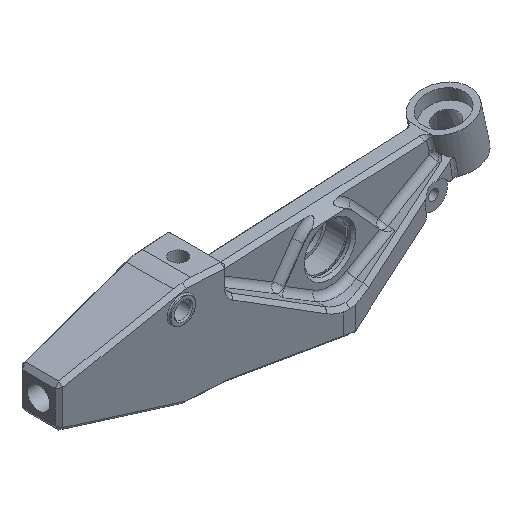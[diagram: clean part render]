
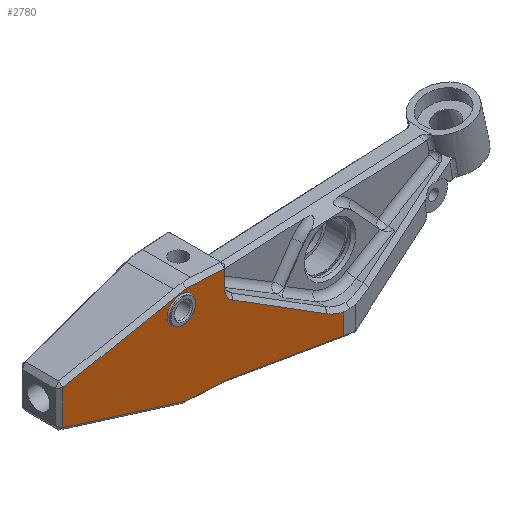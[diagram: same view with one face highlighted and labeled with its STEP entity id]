
A CAD part, isometric view. The second image highlights one B-rep face of the part: STEP entity #2780.
In plain terms, the highlighted face is planar.
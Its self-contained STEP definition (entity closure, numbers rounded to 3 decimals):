
#44=FACE_BOUND('',#424,.T.);
#150=PLANE('',#2991);
#252=FACE_OUTER_BOUND('',#423,.T.);
#423=EDGE_LOOP('',(#1921,#1922,#1923,#1924,#1925,#1926,#1927,#1928,#1929,
#1930,#1931,#1932,#1933,#1934,#1935,#1936));
#424=EDGE_LOOP('',(#1937));
#612=B_SPLINE_CURVE_WITH_KNOTS('',3,(#4522,#4523,#4524,#4525),
 .UNSPECIFIED.,.F.,.F.,(4,4),(1.027,1.422),
 .UNSPECIFIED.);
#613=B_SPLINE_CURVE_WITH_KNOTS('',3,(#4527,#4528,#4529,#4530),
 .UNSPECIFIED.,.F.,.F.,(4,4),(10.425,10.44),
 .UNSPECIFIED.);
#614=B_SPLINE_CURVE_WITH_KNOTS('',3,(#4534,#4535,#4536,#4537),
 .UNSPECIFIED.,.F.,.F.,(4,4),(1.012,1.027),
 .UNSPECIFIED.);
#615=B_SPLINE_CURVE_WITH_KNOTS('',3,(#4539,#4540,#4541,#4542,#4543),
 .UNSPECIFIED.,.F.,.F.,(4,1,4),(0.,0.434,
1.012),.UNSPECIFIED.);
#616=B_SPLINE_CURVE_WITH_KNOTS('',3,(#4555,#4556,#4557,#4558),
 .UNSPECIFIED.,.F.,.F.,(4,4),(-10.403,-10.385),
 .UNSPECIFIED.);
#617=B_SPLINE_CURVE_WITH_KNOTS('',3,(#4560,#4561,#4562,#4563),
 .UNSPECIFIED.,.F.,.F.,(4,4),(-1.535,-1.306),
 .UNSPECIFIED.);
#618=B_SPLINE_CURVE_WITH_KNOTS('',3,(#4565,#4566,#4567,#4568),
 .UNSPECIFIED.,.F.,.F.,(4,4),(-1.571,-1.535),
 .UNSPECIFIED.);
#686=ELLIPSE('',#2988,10.544,10.525);
#755=LINE('',#4520,#963);
#756=LINE('',#4532,#964);
#757=LINE('',#4545,#965);
#758=LINE('',#4547,#966);
#759=LINE('',#4549,#967);
#760=LINE('',#4551,#968);
#761=LINE('',#4553,#969);
#762=LINE('',#4570,#970);
#763=LINE('',#4571,#971);
#963=VECTOR('',#3359,10.);
#964=VECTOR('',#3360,10.);
#965=VECTOR('',#3361,10.);
#966=VECTOR('',#3362,10.);
#967=VECTOR('',#3363,10.);
#968=VECTOR('',#3364,10.);
#969=VECTOR('',#3365,10.);
#970=VECTOR('',#3366,10.);
#971=VECTOR('',#3367,10.);
#1196=VERTEX_POINT('',#4508);
#1199=VERTEX_POINT('',#4518);
#1200=VERTEX_POINT('',#4519);
#1201=VERTEX_POINT('',#4521);
#1202=VERTEX_POINT('',#4526);
#1203=VERTEX_POINT('',#4531);
#1204=VERTEX_POINT('',#4533);
#1205=VERTEX_POINT('',#4538);
#1206=VERTEX_POINT('',#4544);
#1207=VERTEX_POINT('',#4546);
#1208=VERTEX_POINT('',#4548);
#1209=VERTEX_POINT('',#4550);
#1210=VERTEX_POINT('',#4552);
#1211=VERTEX_POINT('',#4554);
#1212=VERTEX_POINT('',#4559);
#1213=VERTEX_POINT('',#4564);
#1214=VERTEX_POINT('',#4569);
#1473=EDGE_CURVE('',#1196,#1196,#686,.T.);
#1476=EDGE_CURVE('',#1199,#1200,#755,.T.);
#1477=EDGE_CURVE('',#1201,#1199,#612,.T.);
#1478=EDGE_CURVE('',#1202,#1201,#613,.T.);
#1479=EDGE_CURVE('',#1203,#1202,#756,.T.);
#1480=EDGE_CURVE('',#1204,#1203,#614,.T.);
#1481=EDGE_CURVE('',#1205,#1204,#615,.T.);
#1482=EDGE_CURVE('',#1206,#1205,#757,.T.);
#1483=EDGE_CURVE('',#1207,#1206,#758,.T.);
#1484=EDGE_CURVE('',#1208,#1207,#759,.T.);
#1485=EDGE_CURVE('',#1209,#1208,#760,.T.);
#1486=EDGE_CURVE('',#1210,#1209,#761,.T.);
#1487=EDGE_CURVE('',#1211,#1210,#616,.T.);
#1488=EDGE_CURVE('',#1212,#1211,#617,.T.);
#1489=EDGE_CURVE('',#1213,#1212,#618,.T.);
#1490=EDGE_CURVE('',#1214,#1213,#762,.T.);
#1491=EDGE_CURVE('',#1200,#1214,#763,.T.);
#1921=ORIENTED_EDGE('',*,*,#1476,.F.);
#1922=ORIENTED_EDGE('',*,*,#1477,.F.);
#1923=ORIENTED_EDGE('',*,*,#1478,.F.);
#1924=ORIENTED_EDGE('',*,*,#1479,.F.);
#1925=ORIENTED_EDGE('',*,*,#1480,.F.);
#1926=ORIENTED_EDGE('',*,*,#1481,.F.);
#1927=ORIENTED_EDGE('',*,*,#1482,.F.);
#1928=ORIENTED_EDGE('',*,*,#1483,.F.);
#1929=ORIENTED_EDGE('',*,*,#1484,.F.);
#1930=ORIENTED_EDGE('',*,*,#1485,.F.);
#1931=ORIENTED_EDGE('',*,*,#1486,.F.);
#1932=ORIENTED_EDGE('',*,*,#1487,.F.);
#1933=ORIENTED_EDGE('',*,*,#1488,.F.);
#1934=ORIENTED_EDGE('',*,*,#1489,.F.);
#1935=ORIENTED_EDGE('',*,*,#1490,.F.);
#1936=ORIENTED_EDGE('',*,*,#1491,.F.);
#1937=ORIENTED_EDGE('',*,*,#1473,.F.);
#2780=ADVANCED_FACE('',(#252,#44),#150,.F.);
#2988=AXIS2_PLACEMENT_3D('',#4512,#3350,#3351);
#2991=AXIS2_PLACEMENT_3D('',#4517,#3357,#3358);
#3350=DIRECTION('center_axis',(-0.341,0.94,-0.013));
#3351=DIRECTION('ref_axis',(0.918,0.336,0.212));
#3357=DIRECTION('center_axis',(0.341,-0.94,0.013));
#3358=DIRECTION('ref_axis',(0.918,0.336,0.212));
#3359=DIRECTION('',(-0.203,-0.06,0.977));
#3360=DIRECTION('',(0.681,0.256,0.686));
#3361=DIRECTION('',(-0.203,-0.06,0.977));
#3362=DIRECTION('',(0.918,0.336,0.212));
#3363=DIRECTION('',(0.939,0.34,-0.051));
#3364=DIRECTION('',(0.203,0.06,-0.977));
#3365=DIRECTION('',(-0.833,-0.309,-0.46));
#3366=DIRECTION('',(-0.918,-0.336,-0.212));
#3367=DIRECTION('',(-0.887,-0.326,-0.328));
#4508=CARTESIAN_POINT('',(-230.866,-47.096,-38.373));
#4512=CARTESIAN_POINT('Origin',(-221.189,-43.553,-36.141));
#4517=CARTESIAN_POINT('Origin',(-301.248,-73.082,-70.798));
#4518=CARTESIAN_POINT('',(-122.828,-6.737,45.802));
#4519=CARTESIAN_POINT('',(-126.124,-7.718,61.649));
#4520=CARTESIAN_POINT('',(-107.855,-2.282,-26.201));
#4521=CARTESIAN_POINT('',(-133.067,-10.546,38.97));
#4522=CARTESIAN_POINT('Ctrl Pts',(-133.067,-10.546,38.97));
#4523=CARTESIAN_POINT('Ctrl Pts',(-130.125,-9.438,41.936));
#4524=CARTESIAN_POINT('Ctrl Pts',(-126.619,-8.134,44.264));
#4525=CARTESIAN_POINT('Ctrl Pts',(-122.827,-6.737,45.798));
#4526=CARTESIAN_POINT('',(-133.172,-10.586,38.864));
#4527=CARTESIAN_POINT('Ctrl Pts',(-133.172,-10.586,38.864));
#4528=CARTESIAN_POINT('Ctrl Pts',(-133.137,-10.573,38.899));
#4529=CARTESIAN_POINT('Ctrl Pts',(-133.102,-10.559,38.934));
#4530=CARTESIAN_POINT('Ctrl Pts',(-133.067,-10.546,38.97));
#4531=CARTESIAN_POINT('',(-188.447,-31.406,-16.862));
#4532=CARTESIAN_POINT('',(-234.366,-48.703,-63.157));
#4533=CARTESIAN_POINT('',(-188.581,-31.457,-17.));
#4534=CARTESIAN_POINT('Ctrl Pts',(-188.581,-31.457,-17.));
#4535=CARTESIAN_POINT('Ctrl Pts',(-188.537,-31.44,-16.954));
#4536=CARTESIAN_POINT('Ctrl Pts',(-188.492,-31.423,-16.908));
#4537=CARTESIAN_POINT('Ctrl Pts',(-188.447,-31.406,-16.862));
#4538=CARTESIAN_POINT('',(-191.952,-32.845,-29.064));
#4539=CARTESIAN_POINT('Ctrl Pts',(-191.952,-32.845,-29.064));
#4540=CARTESIAN_POINT('Ctrl Pts',(-192.334,-32.958,-27.228));
#4541=CARTESIAN_POINT('Ctrl Pts',(-192.34,-32.899,-22.736));
#4542=CARTESIAN_POINT('Ctrl Pts',(-190.263,-32.091,-18.748));
#4543=CARTESIAN_POINT('Ctrl Pts',(-188.581,-31.457,-17.));
#4544=CARTESIAN_POINT('',(-189.282,-32.05,-41.906));
#4545=CARTESIAN_POINT('',(-188.672,-31.869,-44.838));
#4546=CARTESIAN_POINT('',(-215.355,-41.595,-47.919));
#4547=CARTESIAN_POINT('',(-252.113,-55.052,-56.395));
#4548=CARTESIAN_POINT('',(-304.123,-73.749,-43.097));
#4549=CARTESIAN_POINT('',(-304.031,-73.716,-43.102));
#4550=CARTESIAN_POINT('',(-309.642,-75.392,-16.557));
#4551=CARTESIAN_POINT('',(-302.688,-73.322,-49.995));
#4552=CARTESIAN_POINT('',(-231.281,-46.361,26.687));
#4553=CARTESIAN_POINT('',(-317.771,-78.403,-21.043));
#4554=CARTESIAN_POINT('',(-231.135,-46.307,26.767));
#4555=CARTESIAN_POINT('Ctrl Pts',(-231.135,-46.307,26.767));
#4556=CARTESIAN_POINT('Ctrl Pts',(-231.184,-46.325,26.741));
#4557=CARTESIAN_POINT('Ctrl Pts',(-231.232,-46.343,26.714));
#4558=CARTESIAN_POINT('Ctrl Pts',(-231.281,-46.361,26.687));
#4559=CARTESIAN_POINT('',(-230.732,-46.159,26.931));
#4560=CARTESIAN_POINT('Ctrl Pts',(-230.732,-46.159,26.931));
#4561=CARTESIAN_POINT('Ctrl Pts',(-230.872,-46.21,26.893));
#4562=CARTESIAN_POINT('Ctrl Pts',(-231.007,-46.26,26.838));
#4563=CARTESIAN_POINT('Ctrl Pts',(-231.135,-46.307,26.767));
#4564=CARTESIAN_POINT('',(-230.665,-46.135,26.947));
#4565=CARTESIAN_POINT('Ctrl Pts',(-230.665,-46.135,26.947));
#4566=CARTESIAN_POINT('Ctrl Pts',(-230.688,-46.143,26.942));
#4567=CARTESIAN_POINT('Ctrl Pts',(-230.71,-46.151,26.937));
#4568=CARTESIAN_POINT('Ctrl Pts',(-230.732,-46.159,26.931));
#4569=CARTESIAN_POINT('',(-202.166,-35.701,33.52));
#4570=CARTESIAN_POINT('',(-267.67,-59.682,18.414));
#4571=CARTESIAN_POINT('',(-240.284,-49.728,19.418));
